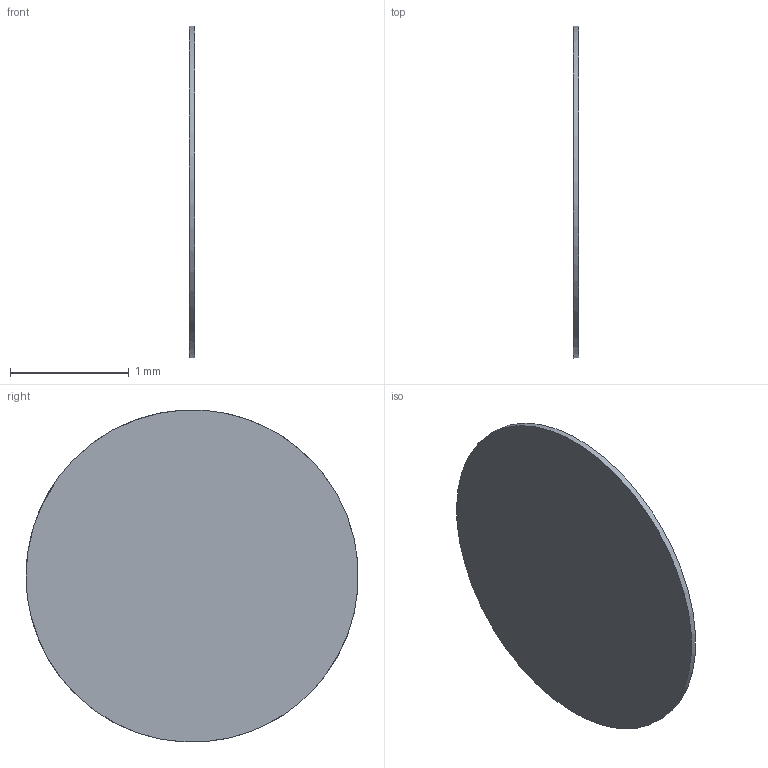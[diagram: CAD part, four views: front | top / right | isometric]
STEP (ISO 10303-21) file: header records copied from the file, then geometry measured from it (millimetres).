
FILE_DESCRIPTION((''),'2;1');
FILE_NAME( 'Zip_Harness_Vignette_nt.stp','2000-08-23T11:25:48',('User'),('SDRC'),'I-DEAS Master Series 8','UNIX','Yes');
FILE_SCHEMA(('CONFIG_CONTROL_DESIGN'));
Length unit declared in the file: millimetre
Bounding box: 0.05 x 2.8 x 2.8 mm (x, y, z)
Volume: 0.3 mm3; surface area: 12.8 mm2
Topology: 1 solids, 1 shells, 3 faces, 3 edges, 2 vertices
Faces by surface type: bspline 3
Entity records: 162 total; most frequent: CARTESIAN_POINT 40, PERSON 8, ORGANIZATION 8, PERSON_AND_ORGANIZATION 8, ORIENTED_EDGE 6, PERSON_AND_ORGANIZATION_ROLE 5, CC_DESIGN_PERSON_AND_ORGANIZATION_ASSIGNMENT 5, CALENDAR_DATE 5
